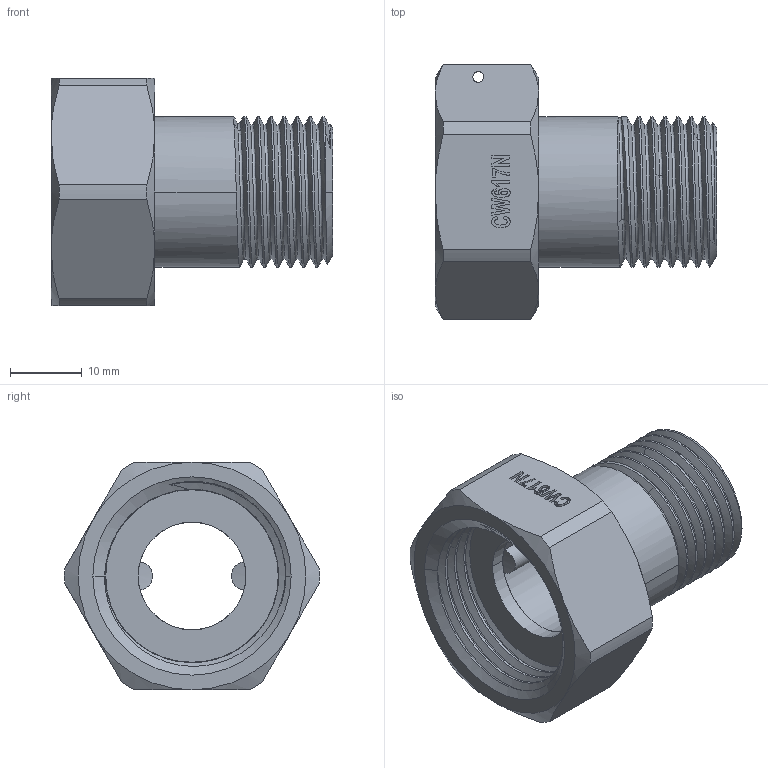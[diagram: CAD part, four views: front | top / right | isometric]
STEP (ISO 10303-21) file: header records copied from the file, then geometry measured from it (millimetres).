
FILE_DESCRIPTION((''),'2;1');
FILE_NAME('F16133104_ASM','2023-12-07T09:45:05',('admin'),(''),'CREO PARAMETRIC BY PTC INC, 2018400','CREO PARAMETRIC BY PTC INC, 2018400','');
FILE_SCHEMA(('CONFIG_CONTROL_DESIGN','SHAPE_APPEARANCE_LAYERS_GROUPS'));
Length unit declared in the file: millimetre
Products named in the file (4): FJ1641133104W; FJ1615133104W; VT13013305; F16133104_ASM
Assembly tree (3 placements, depth 2):
  F16133104_ASM
    FJ1641133104W
    FJ1615133104W
    VT13013305
Bounding box: 39.2 x 35.49 x 31.7 mm (x, y, z)
Volume: 11193.3 mm3; surface area: 9401.4 mm2
Topology: 3 solids, 3 shells, 189 faces, 496 edges, 322 vertices
Faces by surface type: plane 57, extrusion 47, cylinder 44, bspline 21, cone 20
Entity records: 12709 total; most frequent: CARTESIAN_POINT 6801, ORIENTED_EDGE 992, DIRECTION 646, PRESENTATION_STYLE_ASSIGNMENT 505, STYLED_ITEM 505, CURVE_STYLE 496, EDGE_CURVE 496, VERTEX_POINT 322
